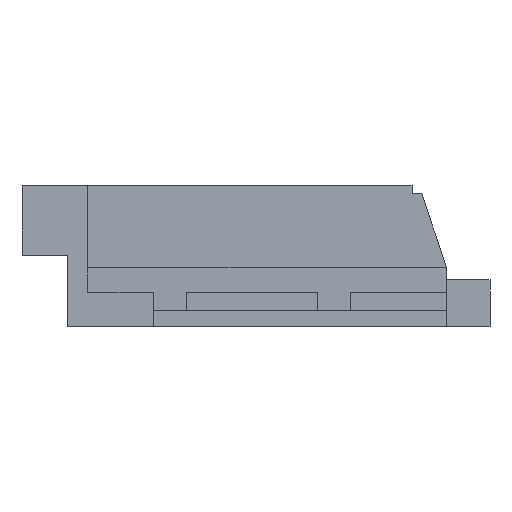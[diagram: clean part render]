
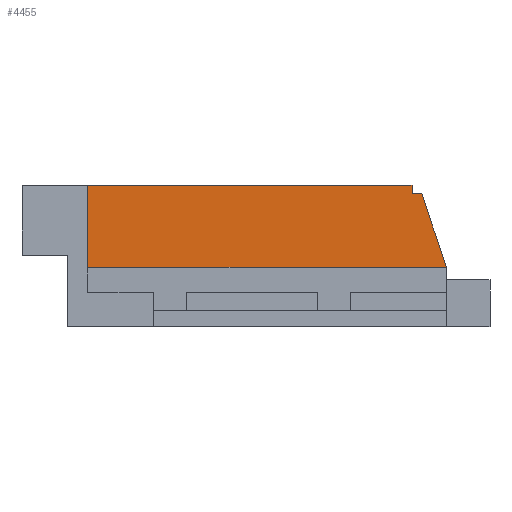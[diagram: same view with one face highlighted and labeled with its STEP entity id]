
A CAD part, left-side view. The second image highlights one B-rep face of the part: STEP entity #4455.
In plain terms, the highlighted planar face has unit normal (-1, 0, 0).
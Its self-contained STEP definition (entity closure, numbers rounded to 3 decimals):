
#317 = CARTESIAN_POINT ( 'NONE',  ( 8.375, 164.219, 23.3 ) ) ;
#319 = VERTEX_POINT ( 'NONE', #2792 ) ;
#489 = VERTEX_POINT ( 'NONE', #3416 ) ;
#733 = CARTESIAN_POINT ( 'NONE',  ( 8.375, 91.386, 6.633 ) ) ;
#748 = DIRECTION ( 'NONE',  ( 0., -1., 0. ) ) ;
#779 = VECTOR ( 'NONE', #748, 1000. ) ;
#784 = FACE_OUTER_BOUND ( 'NONE', #1350, .T. ) ;
#1119 = VECTOR ( 'NONE', #3213, 1000. ) ;
#1141 = CARTESIAN_POINT ( 'NONE',  ( 8.375, 96.719, 6.633 ) ) ;
#1300 = EDGE_CURVE ( 'NONE', #4376, #3965, #5008, .T. ) ;
#1350 = EDGE_LOOP ( 'NONE', ( #1565, #1673, #3896, #4736, #3038, #2213 ) ) ;
#1392 = CARTESIAN_POINT ( 'NONE',  ( 8.375, 96.719, 23.3 ) ) ;
#1485 = CARTESIAN_POINT ( 'NONE',  ( 8.375, 98.386, 23.3 ) ) ;
#1527 = DIRECTION ( 'NONE',  ( 0., 0., -1. ) ) ;
#1565 = ORIENTED_EDGE ( 'NONE', *, *, #4698, .T. ) ;
#1574 = CARTESIAN_POINT ( 'NONE',  ( 8.375, 96.719, 23.3 ) ) ;
#1624 = LINE ( 'NONE', #5363, #779 ) ;
#1673 = ORIENTED_EDGE ( 'NONE', *, *, #2917, .F. ) ;
#1884 = DIRECTION ( 'NONE',  ( 0., -1., 0. ) ) ;
#1952 = EDGE_CURVE ( 'NONE', #5138, #3965, #5144, .T. ) ;
#2213 = ORIENTED_EDGE ( 'NONE', *, *, #4327, .T. ) ;
#2276 = VECTOR ( 'NONE', #3687, 1000. ) ;
#2349 = CARTESIAN_POINT ( 'NONE',  ( 8.375, 91.386, 6.633 ) ) ;
#2421 = DIRECTION ( 'NONE',  ( 1., 0., 0. ) ) ;
#2726 = CARTESIAN_POINT ( 'NONE',  ( 8.375, 164.219, 23.3 ) ) ;
#2792 = CARTESIAN_POINT ( 'NONE',  ( 8.375, 164.219, 6.633 ) ) ;
#2801 = DIRECTION ( 'NONE',  ( 0., 1., 0. ) ) ;
#2917 = EDGE_CURVE ( 'NONE', #489, #4725, #3528, .T. ) ;
#3038 = ORIENTED_EDGE ( 'NONE', *, *, #1952, .F. ) ;
#3044 = DIRECTION ( 'NONE',  ( 0., -1., 0. ) ) ;
#3184 = LINE ( 'NONE', #1141, #3194 ) ;
#3194 = VECTOR ( 'NONE', #1884, 1000. ) ;
#3213 = DIRECTION ( 'NONE',  ( 0., -0.316, -0.949 ) ) ;
#3298 = CARTESIAN_POINT ( 'NONE',  ( 8.375, 98.386, 21.633 ) ) ;
#3416 = CARTESIAN_POINT ( 'NONE',  ( 8.375, 96.386, 21.633 ) ) ;
#3528 = LINE ( 'NONE', #733, #1119 ) ;
#3687 = DIRECTION ( 'NONE',  ( 0., 0., 1. ) ) ;
#3704 = PLANE ( 'NONE',  #5230 ) ;
#3744 = EDGE_CURVE ( 'NONE', #4376, #489, #1624, .T. ) ;
#3896 = ORIENTED_EDGE ( 'NONE', *, *, #3744, .F. ) ;
#3965 = VERTEX_POINT ( 'NONE', #1485 ) ;
#4059 = VECTOR ( 'NONE', #3044, 1000. ) ;
#4173 = VECTOR ( 'NONE', #1527, 1000. ) ;
#4327 = EDGE_CURVE ( 'NONE', #5138, #319, #4890, .T. ) ;
#4376 = VERTEX_POINT ( 'NONE', #4837 ) ;
#4455 = ADVANCED_FACE ( 'NONE', ( #784 ), #3704, .F. ) ;
#4698 = EDGE_CURVE ( 'NONE', #319, #4725, #3184, .T. ) ;
#4725 = VERTEX_POINT ( 'NONE', #2349 ) ;
#4736 = ORIENTED_EDGE ( 'NONE', *, *, #1300, .T. ) ;
#4837 = CARTESIAN_POINT ( 'NONE',  ( 8.375, 98.386, 21.633 ) ) ;
#4890 = LINE ( 'NONE', #2726, #4173 ) ;
#5008 = LINE ( 'NONE', #3298, #2276 ) ;
#5138 = VERTEX_POINT ( 'NONE', #317 ) ;
#5144 = LINE ( 'NONE', #1392, #4059 ) ;
#5230 = AXIS2_PLACEMENT_3D ( 'NONE', #1574, #2421, #2801 ) ;
#5363 = CARTESIAN_POINT ( 'NONE',  ( 8.375, -63.281, 21.633 ) ) ;
